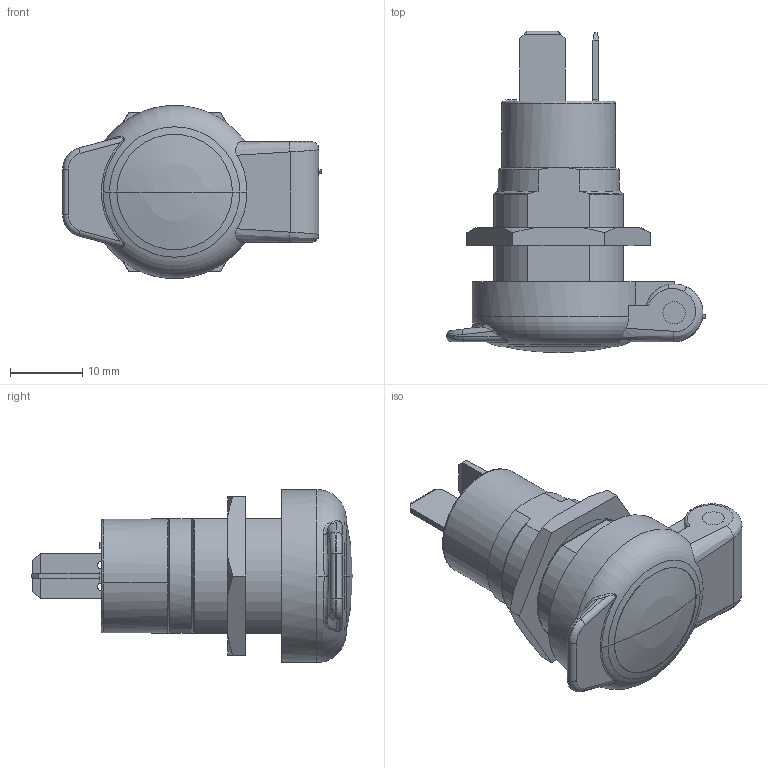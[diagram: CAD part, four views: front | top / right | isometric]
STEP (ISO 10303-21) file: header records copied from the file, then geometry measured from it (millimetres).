
FILE_DESCRIPTION((''),'2;1');
FILE_NAME('151060_SW0002','2016-11-28T',('tesi'),(''),'PRO/ENGINEER BY PARAMETRIC TECHNOLOGY CORPORATION, 2016100','PRO/ENGINEER BY PARAMETRIC TECHNOLOGY CORPORATION, 2016100','');
FILE_SCHEMA(('CONFIG_CONTROL_DESIGN'));
Length unit declared in the file: millimetre
Products named in the file (1): 151060_SW0002
Bounding box: 35.82 x 44.5 x 23.96 mm (x, y, z)
Volume: 10581.1 mm3; surface area: 4662.9 mm2
Topology: 1 solids, 1 shells, 270 faces, 793 edges, 506 vertices
Faces by surface type: plane 128, cylinder 68, bspline 39, cone 13, torus 9, revolution 6, sphere 4, extrusion 3
Entity records: 15843 total; most frequent: CARTESIAN_POINT 9074, ORIENTED_EDGE 1582, DIRECTION 1171, EDGE_CURVE 791, VERTEX_POINT 506, AXIS2_PLACEMENT_3D 394, VECTOR 377, LINE 374
